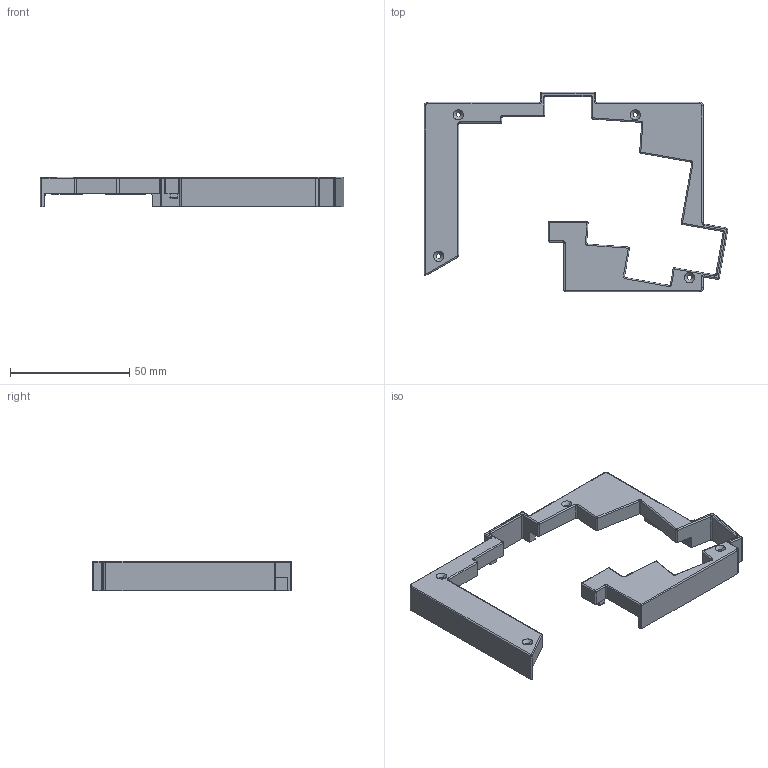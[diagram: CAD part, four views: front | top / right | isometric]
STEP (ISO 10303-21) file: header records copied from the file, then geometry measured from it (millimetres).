
FILE_DESCRIPTION (( 'STEP AP214' ), '1' );
FILE_NAME ('totem_ble_no_logo-right_top.STEP', '2024-11-19T09:15:22', ( '' ), ( '' ), 'SwSTEP 2.0', 'SolidWorks 2024', '' );
FILE_SCHEMA (( 'AUTOMOTIVE_DESIGN' ));
Length unit declared in the file: millimetre
Products named in the file (1): totem_ble_no_logo-right_top
Bounding box: 127.4 x 83.5 x 12.35 mm (x, y, z)
Volume: 12989.9 mm3; surface area: 17712 mm2
Topology: 1 solids, 1 shells, 334 faces, 887 edges, 548 vertices
Faces by surface type: plane 145, cylinder 133, torus 21, sphere 20, cone 10, bspline 5
Entity records: 10702 total; most frequent: CARTESIAN_POINT 2367, DIRECTION 1770, ORIENTED_EDGE 1746, EDGE_CURVE 873, AXIS2_PLACEMENT_3D 611, VECTOR 548, LINE 548, VERTEX_POINT 545
